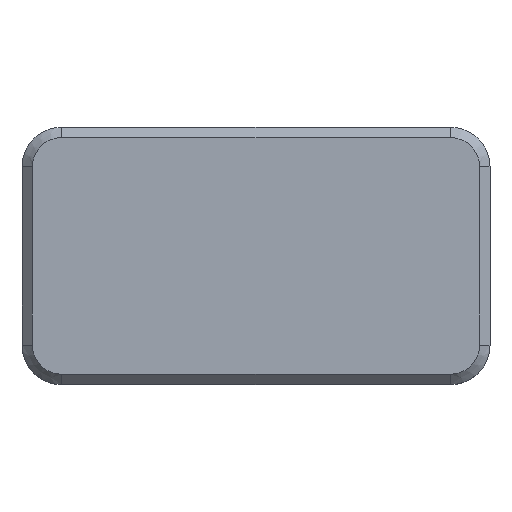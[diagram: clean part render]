
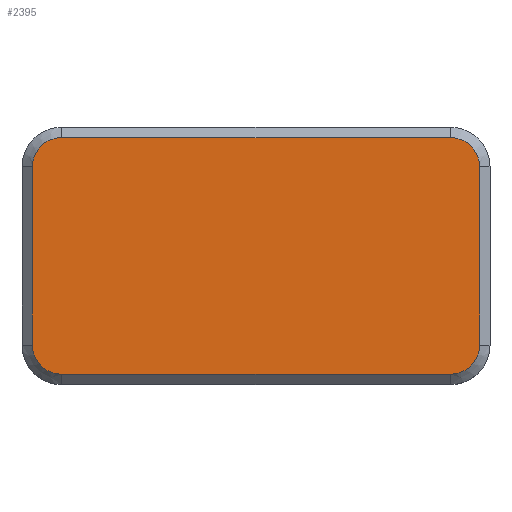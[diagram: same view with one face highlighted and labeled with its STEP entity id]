
A CAD part, top view. The second image highlights one B-rep face of the part: STEP entity #2395.
In plain terms, the highlighted planar face has unit normal (0, 0, 1).
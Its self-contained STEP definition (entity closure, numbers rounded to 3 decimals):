
#173=CIRCLE('',#2633,2.8);
#175=CIRCLE('',#2636,2.8);
#184=CIRCLE('',#2655,2.8);
#185=CIRCLE('',#2656,2.8);
#338=FACE_OUTER_BOUND('',#482,.T.);
#482=EDGE_LOOP('',(#2085,#2086,#2087,#2088,#2089,#2090,#2091,#2092));
#694=LINE('',#4041,#917);
#708=LINE('',#4104,#931);
#709=LINE('',#4108,#932);
#710=LINE('',#4111,#933);
#917=VECTOR('',#3274,10.);
#931=VECTOR('',#3322,10.);
#932=VECTOR('',#3325,10.);
#933=VECTOR('',#3328,10.);
#1137=VERTEX_POINT('',#4025);
#1139=VERTEX_POINT('',#4029);
#1141=VERTEX_POINT('',#4034);
#1142=VERTEX_POINT('',#4037);
#1157=VERTEX_POINT('',#4103);
#1158=VERTEX_POINT('',#4105);
#1159=VERTEX_POINT('',#4107);
#1160=VERTEX_POINT('',#4109);
#1454=EDGE_CURVE('',#1139,#1137,#173,.T.);
#1458=EDGE_CURVE('',#1142,#1141,#175,.T.);
#1459=EDGE_CURVE('',#1137,#1142,#694,.T.);
#1483=EDGE_CURVE('',#1157,#1139,#708,.T.);
#1484=EDGE_CURVE('',#1158,#1157,#184,.T.);
#1485=EDGE_CURVE('',#1159,#1158,#709,.T.);
#1486=EDGE_CURVE('',#1160,#1159,#185,.T.);
#1487=EDGE_CURVE('',#1141,#1160,#710,.T.);
#2085=ORIENTED_EDGE('',*,*,#1483,.F.);
#2086=ORIENTED_EDGE('',*,*,#1484,.F.);
#2087=ORIENTED_EDGE('',*,*,#1485,.F.);
#2088=ORIENTED_EDGE('',*,*,#1486,.F.);
#2089=ORIENTED_EDGE('',*,*,#1487,.F.);
#2090=ORIENTED_EDGE('',*,*,#1458,.F.);
#2091=ORIENTED_EDGE('',*,*,#1459,.F.);
#2092=ORIENTED_EDGE('',*,*,#1454,.F.);
#2271=PLANE('',#2654);
#2395=ADVANCED_FACE('',(#338),#2271,.T.);
#2633=AXIS2_PLACEMENT_3D('',#4031,#3262,#3263);
#2636=AXIS2_PLACEMENT_3D('',#4039,#3270,#3271);
#2654=AXIS2_PLACEMENT_3D('',#4102,#3320,#3321);
#2655=AXIS2_PLACEMENT_3D('',#4106,#3323,#3324);
#2656=AXIS2_PLACEMENT_3D('',#4110,#3326,#3327);
#3262=DIRECTION('center_axis',(0.,0.,-1.));
#3263=DIRECTION('ref_axis',(-0.707,-0.707,0.));
#3270=DIRECTION('center_axis',(0.,0.,-1.));
#3271=DIRECTION('ref_axis',(-0.707,0.707,0.));
#3274=DIRECTION('',(0.,1.,0.));
#3320=DIRECTION('center_axis',(0.,0.,1.));
#3321=DIRECTION('ref_axis',(1.,0.,0.));
#3322=DIRECTION('',(-1.,0.,0.));
#3323=DIRECTION('center_axis',(0.,0.,-1.));
#3324=DIRECTION('ref_axis',(0.,-1.,0.));
#3325=DIRECTION('',(0.,-1.,0.));
#3326=DIRECTION('center_axis',(0.,0.,-1.));
#3327=DIRECTION('ref_axis',(1.,0.,0.));
#3328=DIRECTION('',(1.,0.,0.));
#4025=CARTESIAN_POINT('',(-22.5,-8.575,14.5));
#4029=CARTESIAN_POINT('',(-19.7,-11.375,14.5));
#4031=CARTESIAN_POINT('Origin',(-19.7,-8.575,14.5));
#4034=CARTESIAN_POINT('',(-19.7,11.375,14.5));
#4037=CARTESIAN_POINT('',(-22.5,8.575,14.5));
#4039=CARTESIAN_POINT('Origin',(-19.7,8.575,14.5));
#4041=CARTESIAN_POINT('',(-22.5,4.288,14.5));
#4102=CARTESIAN_POINT('Origin',(0.,0.,14.5));
#4103=CARTESIAN_POINT('',(17.7,-11.375,14.5));
#4104=CARTESIAN_POINT('',(-10.85,-11.375,14.5));
#4105=CARTESIAN_POINT('',(20.5,-8.575,14.5));
#4106=CARTESIAN_POINT('Origin',(17.7,-8.575,14.5));
#4107=CARTESIAN_POINT('',(20.5,8.575,14.5));
#4108=CARTESIAN_POINT('',(20.5,-4.288,14.5));
#4109=CARTESIAN_POINT('',(17.7,11.375,14.5));
#4110=CARTESIAN_POINT('Origin',(17.7,8.575,14.5));
#4111=CARTESIAN_POINT('',(5.85,11.375,14.5));
